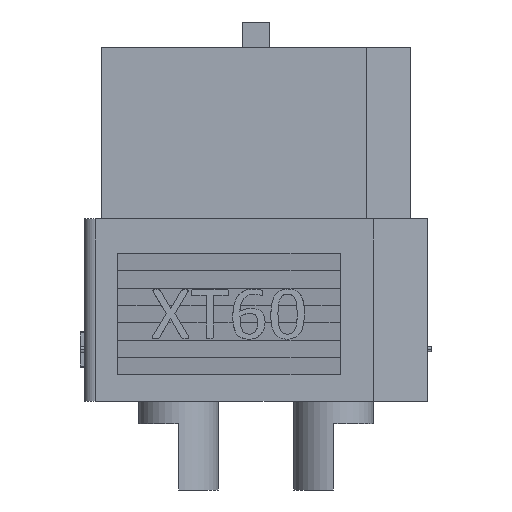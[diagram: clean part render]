
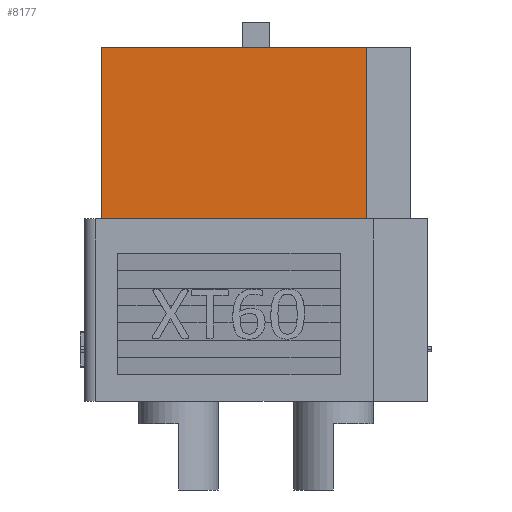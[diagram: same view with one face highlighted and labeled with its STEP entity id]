
A CAD part, front view. The second image highlights one B-rep face of the part: STEP entity #8177.
In plain terms, the highlighted planar face has unit normal (0, -1, 0).
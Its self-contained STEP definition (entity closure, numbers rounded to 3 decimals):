
#176 = CARTESIAN_POINT ( 'NONE',  ( -7., -3.2, 8.25 ) ) ;
#199 = CARTESIAN_POINT ( 'NONE',  ( -7., -3.2, 8.25 ) ) ;
#282 = DIRECTION ( 'NONE',  ( 0., 0., 1. ) ) ;
#512 = LINE ( 'NONE', #2322, #799 ) ;
#799 = VECTOR ( 'NONE', #10400, 1000. ) ;
#944 = PLANE ( 'NONE',  #4475 ) ;
#1290 = LINE ( 'NONE', #12145, #5727 ) ;
#1391 = ORIENTED_EDGE ( 'NONE', *, *, #6089, .F. ) ;
#1478 = DIRECTION ( 'NONE',  ( 1., 0., 0. ) ) ;
#1901 = EDGE_LOOP ( 'NONE', ( #2938, #1391, #8141, #7796 ) ) ;
#1955 = CARTESIAN_POINT ( 'NONE',  ( -7., -3.2, 16. ) ) ;
#2322 = CARTESIAN_POINT ( 'NONE',  ( -7., -3.2, 8.25 ) ) ;
#2481 = EDGE_CURVE ( 'NONE', #11820, #12779, #6228, .T. ) ;
#2938 = ORIENTED_EDGE ( 'NONE', *, *, #4116, .F. ) ;
#4116 = EDGE_CURVE ( 'NONE', #6480, #12779, #1290, .T. ) ;
#4159 = CARTESIAN_POINT ( 'NONE',  ( 4.989, -3.2, 16. ) ) ;
#4475 = AXIS2_PLACEMENT_3D ( 'NONE', #5917, #9689, #8760 ) ;
#4827 = FACE_OUTER_BOUND ( 'NONE', #1901, .T. ) ;
#5727 = VECTOR ( 'NONE', #1478, 1000. ) ;
#5731 = VECTOR ( 'NONE', #282, 1000. ) ;
#5917 = CARTESIAN_POINT ( 'NONE',  ( -7., -3.2, 8.25 ) ) ;
#6089 = EDGE_CURVE ( 'NONE', #8568, #6480, #12120, .T. ) ;
#6228 = LINE ( 'NONE', #12173, #5731 ) ;
#6480 = VERTEX_POINT ( 'NONE', #1955 ) ;
#7018 = DIRECTION ( 'NONE',  ( 0., 0., 1. ) ) ;
#7796 = ORIENTED_EDGE ( 'NONE', *, *, #2481, .T. ) ;
#8141 = ORIENTED_EDGE ( 'NONE', *, *, #10080, .T. ) ;
#8177 = ADVANCED_FACE ( 'NONE', ( #4827 ), #944, .T. ) ;
#8568 = VERTEX_POINT ( 'NONE', #199 ) ;
#8612 = VECTOR ( 'NONE', #7018, 1000. ) ;
#8760 = DIRECTION ( 'NONE',  ( 0., 0., -1. ) ) ;
#8816 = CARTESIAN_POINT ( 'NONE',  ( 4.989, -3.2, 8.25 ) ) ;
#9689 = DIRECTION ( 'NONE',  ( 0., -1., 0. ) ) ;
#10080 = EDGE_CURVE ( 'NONE', #8568, #11820, #512, .T. ) ;
#10400 = DIRECTION ( 'NONE',  ( 1., 0., 0. ) ) ;
#11820 = VERTEX_POINT ( 'NONE', #8816 ) ;
#12120 = LINE ( 'NONE', #176, #8612 ) ;
#12145 = CARTESIAN_POINT ( 'NONE',  ( -7., -3.2, 16. ) ) ;
#12173 = CARTESIAN_POINT ( 'NONE',  ( 4.989, -3.2, 8.25 ) ) ;
#12779 = VERTEX_POINT ( 'NONE', #4159 ) ;
